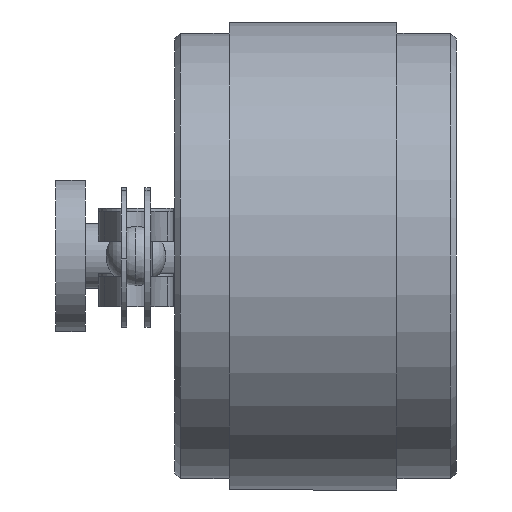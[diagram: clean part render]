
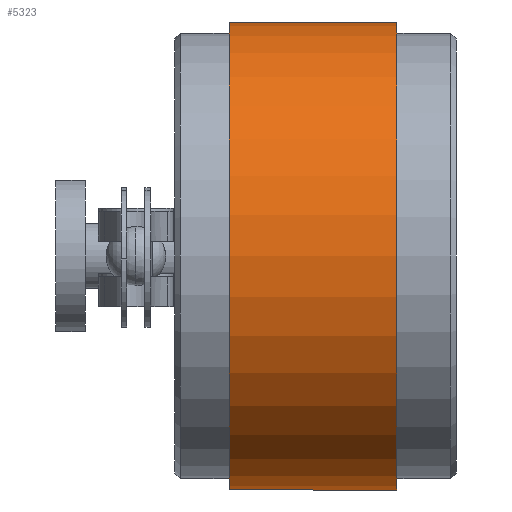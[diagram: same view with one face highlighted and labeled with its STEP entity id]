
A CAD part, left-side view. The second image highlights one B-rep face of the part: STEP entity #5323.
In plain terms, the highlighted cylindrical face has radius 9.995 mm (diameter 19.99 mm), a partial arc.
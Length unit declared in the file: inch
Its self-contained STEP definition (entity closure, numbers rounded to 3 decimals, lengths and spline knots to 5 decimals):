
#75 = CARTESIAN_POINT ( 'NONE',  ( 0., -0.474, 0. ) ) ;
#117 = CIRCLE ( 'NONE', #3134, 0.3935 ) ;
#190 = ORIENTED_EDGE ( 'NONE', *, *, #820, .F. ) ;
#506 = EDGE_CURVE ( 'NONE', #1157, #2137, #2330, .T. ) ;
#815 = DIRECTION ( 'NONE',  ( 0., -1., 0. ) ) ;
#820 = EDGE_CURVE ( 'NONE', #4271, #2137, #117, .T. ) ;
#860 = EDGE_CURVE ( 'NONE', #5108, #4271, #4808, .T. ) ;
#1115 = DIRECTION ( 'NONE',  ( 0., -1., 0. ) ) ;
#1157 = VERTEX_POINT ( 'NONE', #5487 ) ;
#1167 = EDGE_CURVE ( 'NONE', #5108, #1157, #2849, .T. ) ;
#1350 = CARTESIAN_POINT ( 'NONE',  ( 0., -0.374, 0. ) ) ;
#1763 = EDGE_LOOP ( 'NONE', ( #4893, #3983, #1826, #190 ) ) ;
#1826 = ORIENTED_EDGE ( 'NONE', *, *, #506, .T. ) ;
#1892 = CARTESIAN_POINT ( 'NONE',  ( 0., -0.374, 0.3935 ) ) ;
#2009 = DIRECTION ( 'NONE',  ( 0., -1., 0. ) ) ;
#2137 = VERTEX_POINT ( 'NONE', #2726 ) ;
#2218 = AXIS2_PLACEMENT_3D ( 'NONE', #75, #2009, #4476 ) ;
#2330 = LINE ( 'NONE', #5093, #3857 ) ;
#2564 = CYLINDRICAL_SURFACE ( 'NONE', #2218, 0.3935 ) ;
#2726 = CARTESIAN_POINT ( 'NONE',  ( 0., -0.374, -0.3935 ) ) ;
#2849 = CIRCLE ( 'NONE', #4481, 0.3935 ) ;
#3040 = DIRECTION ( 'NONE',  ( 0., 0., -1. ) ) ;
#3075 = FACE_OUTER_BOUND ( 'NONE', #1763, .T. ) ;
#3134 = AXIS2_PLACEMENT_3D ( 'NONE', #1350, #5307, #4713 ) ;
#3206 = CARTESIAN_POINT ( 'NONE',  ( 0., -0.474, 0.3935 ) ) ;
#3519 = CARTESIAN_POINT ( 'NONE',  ( 0., -0.092, 0. ) ) ;
#3855 = CARTESIAN_POINT ( 'NONE',  ( 0., -0.092, 0.3935 ) ) ;
#3857 = VECTOR ( 'NONE', #4721, 39.37008 ) ;
#3983 = ORIENTED_EDGE ( 'NONE', *, *, #1167, .T. ) ;
#4271 = VERTEX_POINT ( 'NONE', #1892 ) ;
#4351 = VECTOR ( 'NONE', #815, 39.37008 ) ;
#4476 = DIRECTION ( 'NONE',  ( 0., 0., -1. ) ) ;
#4481 = AXIS2_PLACEMENT_3D ( 'NONE', #3519, #1115, #3040 ) ;
#4713 = DIRECTION ( 'NONE',  ( 0., 0., -1. ) ) ;
#4721 = DIRECTION ( 'NONE',  ( 0., -1., 0. ) ) ;
#4808 = LINE ( 'NONE', #3206, #4351 ) ;
#4893 = ORIENTED_EDGE ( 'NONE', *, *, #860, .F. ) ;
#5093 = CARTESIAN_POINT ( 'NONE',  ( 0., -0.474, -0.3935 ) ) ;
#5108 = VERTEX_POINT ( 'NONE', #3855 ) ;
#5307 = DIRECTION ( 'NONE',  ( 0., -1., 0. ) ) ;
#5323 = ADVANCED_FACE ( 'NONE', ( #3075 ), #2564, .T. ) ;
#5487 = CARTESIAN_POINT ( 'NONE',  ( 0., -0.092, -0.3935 ) ) ;
